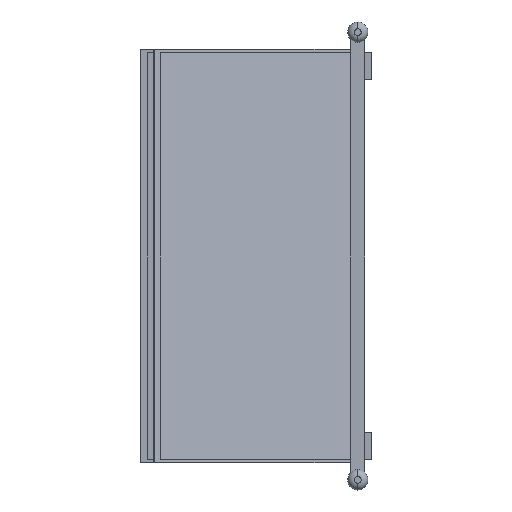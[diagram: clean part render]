
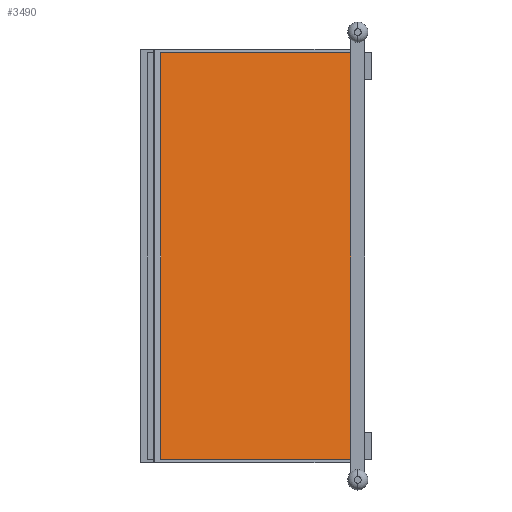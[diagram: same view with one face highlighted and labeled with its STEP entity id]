
A CAD part, left-side view. The second image highlights one B-rep face of the part: STEP entity #3490.
In plain terms, the highlighted face is planar.
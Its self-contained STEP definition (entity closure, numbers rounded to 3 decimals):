
#371 = VECTOR ( 'NONE', #7854, 1000. ) ;
#479 = VECTOR ( 'NONE', #3604, 1000. ) ;
#889 = EDGE_CURVE ( 'NONE', #2809, #7624, #6914, .T. ) ;
#920 = DIRECTION ( 'NONE',  ( 1., 0., 0. ) ) ;
#1039 = CARTESIAN_POINT ( 'NONE',  ( 138.119, 24.242, 148.376 ) ) ;
#1234 = LINE ( 'NONE', #1039, #479 ) ;
#1492 = CARTESIAN_POINT ( 'NONE',  ( -161.881, 24.242, 148.376 ) ) ;
#1671 = ORIENTED_EDGE ( 'NONE', *, *, #5573, .F. ) ;
#1799 = CARTESIAN_POINT ( 'NONE',  ( -161.881, 24.242, 148.376 ) ) ;
#1803 = VECTOR ( 'NONE', #6301, 1000. ) ;
#1887 = CARTESIAN_POINT ( 'NONE',  ( 138.119, 174.242, 148.376 ) ) ;
#2716 = AXIS2_PLACEMENT_3D ( 'NONE', #6786, #5501, #3637 ) ;
#2775 = VERTEX_POINT ( 'NONE', #6133 ) ;
#2809 = VERTEX_POINT ( 'NONE', #4895 ) ;
#3067 = FACE_OUTER_BOUND ( 'NONE', #4001, .T. ) ;
#3215 = VECTOR ( 'NONE', #920, 1000. ) ;
#3490 = ADVANCED_FACE ( 'NONE', ( #3067 ), #7363, .F. ) ;
#3604 = DIRECTION ( 'NONE',  ( 0., 1., 0. ) ) ;
#3613 = VERTEX_POINT ( 'NONE', #1887 ) ;
#3637 = DIRECTION ( 'NONE',  ( 1., 0., 0. ) ) ;
#3678 = ORIENTED_EDGE ( 'NONE', *, *, #6541, .F. ) ;
#4001 = EDGE_LOOP ( 'NONE', ( #3678, #1671, #5952, #5077 ) ) ;
#4785 = CARTESIAN_POINT ( 'NONE',  ( -161.881, 174.242, 148.376 ) ) ;
#4895 = CARTESIAN_POINT ( 'NONE',  ( -161.881, 24.242, 148.376 ) ) ;
#5077 = ORIENTED_EDGE ( 'NONE', *, *, #7818, .F. ) ;
#5501 = DIRECTION ( 'NONE',  ( 0., 0., 1. ) ) ;
#5573 = EDGE_CURVE ( 'NONE', #7624, #3613, #1234, .T. ) ;
#5952 = ORIENTED_EDGE ( 'NONE', *, *, #889, .F. ) ;
#6133 = CARTESIAN_POINT ( 'NONE',  ( -161.881, 174.242, 148.376 ) ) ;
#6301 = DIRECTION ( 'NONE',  ( 0., -1., 0. ) ) ;
#6541 = EDGE_CURVE ( 'NONE', #3613, #2775, #7460, .T. ) ;
#6786 = CARTESIAN_POINT ( 'NONE',  ( -161.881, 24.242, 148.376 ) ) ;
#6914 = LINE ( 'NONE', #1492, #3215 ) ;
#7203 = CARTESIAN_POINT ( 'NONE',  ( 138.119, 24.242, 148.376 ) ) ;
#7269 = LINE ( 'NONE', #1799, #1803 ) ;
#7363 = PLANE ( 'NONE',  #2716 ) ;
#7460 = LINE ( 'NONE', #4785, #371 ) ;
#7624 = VERTEX_POINT ( 'NONE', #7203 ) ;
#7818 = EDGE_CURVE ( 'NONE', #2775, #2809, #7269, .T. ) ;
#7854 = DIRECTION ( 'NONE',  ( -1., 0., 0. ) ) ;
